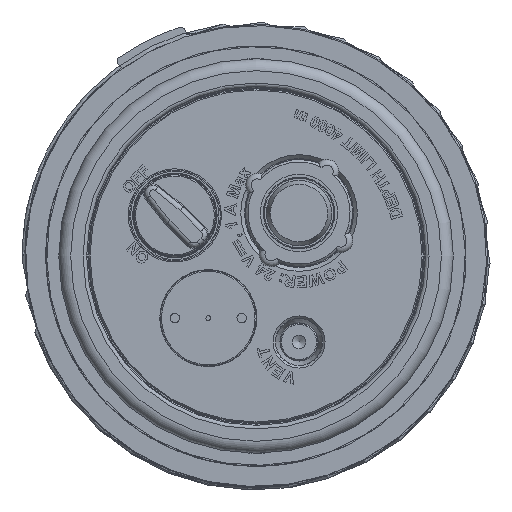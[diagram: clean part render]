
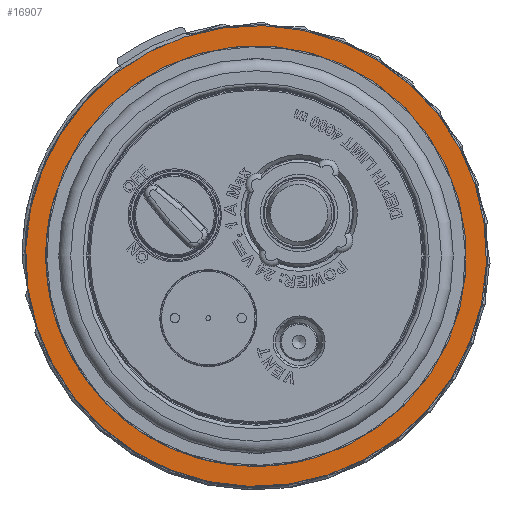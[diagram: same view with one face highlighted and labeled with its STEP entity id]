
A CAD part, left-side view. The second image highlights one B-rep face of the part: STEP entity #16907.
In plain terms, the highlighted planar face has unit normal (-1, 0, 0).
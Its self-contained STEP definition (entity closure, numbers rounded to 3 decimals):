
#3397=PLANE('',#18096);
#4074=FACE_BOUND('',#6198,.T.);
#4990=FACE_OUTER_BOUND('',#6197,.T.);
#6197=EDGE_LOOP('',(#14496));
#6198=EDGE_LOOP('',(#14497));
#6739=CIRCLE('',#18095,48.25);
#6740=CIRCLE('',#18097,40.25);
#8235=VERTEX_POINT('',#30585);
#8236=VERTEX_POINT('',#30588);
#10364=EDGE_CURVE('',#8235,#8235,#6739,.T.);
#10365=EDGE_CURVE('',#8236,#8236,#6740,.T.);
#14496=ORIENTED_EDGE('',*,*,#10364,.F.);
#14497=ORIENTED_EDGE('',*,*,#10365,.F.);
#16907=ADVANCED_FACE('',(#4990,#4074),#3397,.T.);
#18095=AXIS2_PLACEMENT_3D('',#30586,#21689,#21690);
#18096=AXIS2_PLACEMENT_3D('',#30587,#21691,#21692);
#18097=AXIS2_PLACEMENT_3D('',#30589,#21693,#21694);
#21689=DIRECTION('center_axis',(1.,0.,0.));
#21690=DIRECTION('ref_axis',(0.,-0.882,0.471));
#21691=DIRECTION('center_axis',(-1.,0.,0.));
#21692=DIRECTION('ref_axis',(0.,-0.882,0.471));
#21693=DIRECTION('center_axis',(-1.,0.,0.));
#21694=DIRECTION('ref_axis',(0.,-1.,0.));
#30585=CARTESIAN_POINT('',(172.269,-31.09,27.843));
#30586=CARTESIAN_POINT('Origin',(172.269,11.46,5.094));
#30587=CARTESIAN_POINT('Origin',(172.269,-9.815,16.469));
#30588=CARTESIAN_POINT('',(172.269,46.956,-13.883));
#30589=CARTESIAN_POINT('Origin',(172.269,11.46,5.094));
